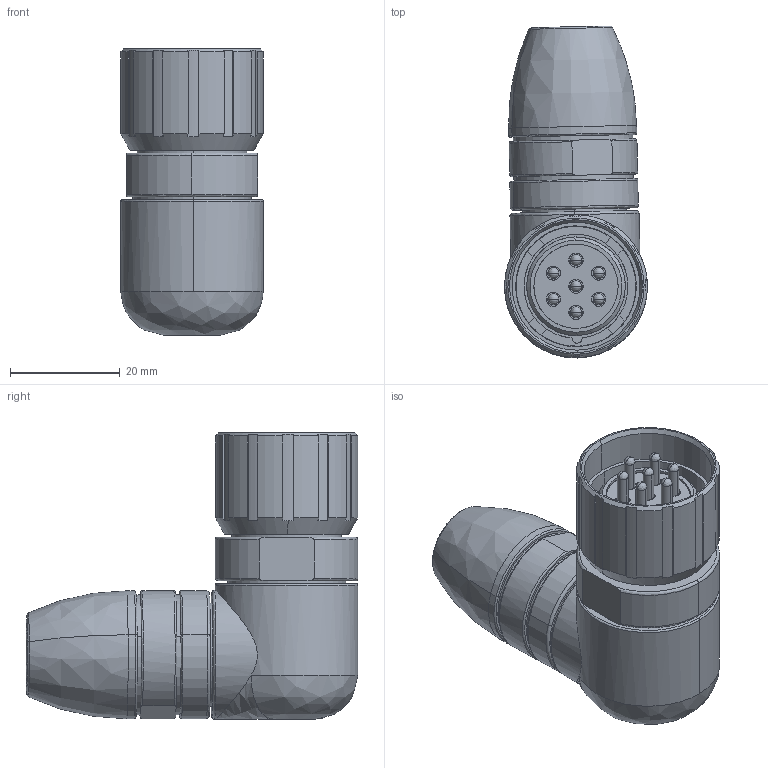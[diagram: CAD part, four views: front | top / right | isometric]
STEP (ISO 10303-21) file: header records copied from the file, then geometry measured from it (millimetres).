
FILE_DESCRIPTION (( 'STEP AP203' ), '1' );
FILE_NAME ('P386.STEP', '2020-05-19T00:12:27', ( 'edpusr' ), ( 'Microsoft' ), 'SwSTEP 2.0', 'SolidWorks 2015', '' );
FILE_SCHEMA (( 'CONFIG_CONTROL_DESIGN' ));
Length unit declared in the file: millimetre
Products named in the file (1): P386
Bounding box: 25.99 x 60.44 x 52.2 mm (x, y, z)
Volume: 23753.6 mm3; surface area: 29615.4 mm2
Topology: 22 solids, 22 shells, 930 faces, 2405 edges, 1524 vertices
Faces by surface type: cylinder 380, plane 338, bspline 123, cone 89
Entity records: 32980 total; most frequent: CARTESIAN_POINT 10962, ORIENTED_EDGE 4674, DIRECTION 4526, EDGE_CURVE 2337, AXIS2_PLACEMENT_3D 1805, VERTEX_POINT 1517, EDGE_LOOP 1046, CIRCLE 997
